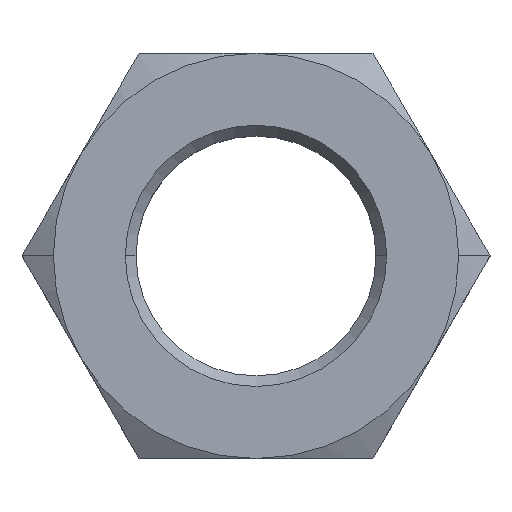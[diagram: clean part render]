
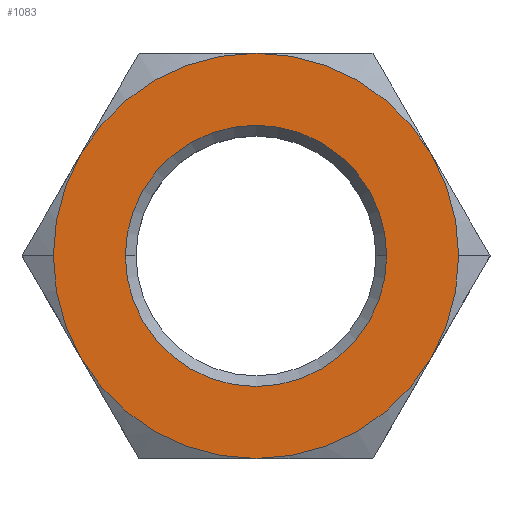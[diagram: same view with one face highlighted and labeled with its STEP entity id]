
A CAD part, top view. The second image highlights one B-rep face of the part: STEP entity #1083.
In plain terms, the highlighted planar face has unit normal (0, 0, 1).
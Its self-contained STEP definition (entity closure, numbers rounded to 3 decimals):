
#129=CARTESIAN_POINT('',(-9.5,0.,7.0));
#130=VERTEX_POINT('',#129);
#139=CARTESIAN_POINT('',(-8.227,4.75,7.));
#140=VERTEX_POINT('',#139);
#141=CARTESIAN_POINT('',(0.0,0.0,7.));
#142=DIRECTION('',(0.0,0.0,1.0));
#143=DIRECTION('',(1.0,0.0,0.0));
#144=AXIS2_PLACEMENT_3D('',#141,#142,#143);
#145=CIRCLE('',#144,9.5);
#146=EDGE_CURVE('',#140,#130,#145,.T.);
#171=CARTESIAN_POINT('',(9.5,0.,7.));
#172=VERTEX_POINT('',#171);
#179=CARTESIAN_POINT('',(8.227,4.75,7.));
#180=VERTEX_POINT('',#179);
#194=CARTESIAN_POINT('',(0.0,0.0,7.));
#195=DIRECTION('',(0.0,0.0,1.0));
#196=DIRECTION('',(1.0,0.0,0.0));
#197=AXIS2_PLACEMENT_3D('',#194,#195,#196);
#198=CIRCLE('',#197,9.5);
#199=EDGE_CURVE('',#172,#180,#198,.T.);
#232=CARTESIAN_POINT('',(6.125,0.0,7.));
#233=VERTEX_POINT('',#232);
#249=CARTESIAN_POINT('',(-6.125,0.,7.));
#250=VERTEX_POINT('',#249);
#257=CARTESIAN_POINT('',(0.0,0.0,7.));
#258=DIRECTION('',(0.0,0.0,-1.0));
#259=DIRECTION('',(1.0,0.0,0.0));
#260=AXIS2_PLACEMENT_3D('',#257,#258,#259);
#261=CIRCLE('',#260,6.125);
#262=EDGE_CURVE('',#233,#250,#261,.T.);
#506=CARTESIAN_POINT('',(0.0,0.0,7.));
#507=DIRECTION('',(0.0,0.0,-1.0));
#508=DIRECTION('',(1.0,0.0,0.0));
#509=AXIS2_PLACEMENT_3D('',#506,#507,#508);
#510=CIRCLE('',#509,6.125);
#511=EDGE_CURVE('',#250,#233,#510,.T.);
#524=CARTESIAN_POINT('',(8.227,-4.75,7.));
#525=VERTEX_POINT('',#524);
#526=CARTESIAN_POINT('',(0.0,0.0,7.));
#527=DIRECTION('',(0.0,0.0,1.0));
#528=DIRECTION('',(1.0,0.0,0.0));
#529=AXIS2_PLACEMENT_3D('',#526,#527,#528);
#530=CIRCLE('',#529,9.5);
#531=EDGE_CURVE('',#525,#172,#530,.T.);
#556=CARTESIAN_POINT('',(0.,-9.5,7.));
#557=VERTEX_POINT('',#556);
#584=CARTESIAN_POINT('',(0.0,0.0,7.));
#585=DIRECTION('',(0.0,0.0,1.0));
#586=DIRECTION('',(1.0,0.0,0.0));
#587=AXIS2_PLACEMENT_3D('',#584,#585,#586);
#588=CIRCLE('',#587,9.5);
#589=EDGE_CURVE('',#557,#525,#588,.T.);
#614=CARTESIAN_POINT('',(-8.227,-4.75,7.));
#615=VERTEX_POINT('',#614);
#616=CARTESIAN_POINT('',(0.0,0.0,7.));
#617=DIRECTION('',(0.0,0.0,1.0));
#618=DIRECTION('',(1.0,0.0,0.0));
#619=AXIS2_PLACEMENT_3D('',#616,#617,#618);
#620=CIRCLE('',#619,9.5);
#621=EDGE_CURVE('',#615,#557,#620,.T.);
#658=CARTESIAN_POINT('',(0.0,0.0,7.));
#659=DIRECTION('',(0.0,0.0,1.0));
#660=DIRECTION('',(1.0,0.0,0.0));
#661=AXIS2_PLACEMENT_3D('',#658,#659,#660);
#662=CIRCLE('',#661,9.5);
#663=EDGE_CURVE('',#130,#615,#662,.T.);
#688=CARTESIAN_POINT('',(0.,9.5,7.));
#689=VERTEX_POINT('',#688);
#690=CARTESIAN_POINT('',(0.0,0.0,7.));
#691=DIRECTION('',(0.0,0.0,1.0));
#692=DIRECTION('',(1.0,0.0,0.0));
#693=AXIS2_PLACEMENT_3D('',#690,#691,#692);
#694=CIRCLE('',#693,9.5);
#695=EDGE_CURVE('',#689,#140,#694,.T.);
#733=CARTESIAN_POINT('',(0.0,0.0,7.));
#734=DIRECTION('',(0.0,0.0,1.0));
#735=DIRECTION('',(1.0,0.0,0.0));
#736=AXIS2_PLACEMENT_3D('',#733,#734,#735);
#737=CIRCLE('',#736,9.5);
#738=EDGE_CURVE('',#180,#689,#737,.T.);
#1064=CARTESIAN_POINT('',(0.,0.,7.));
#1065=DIRECTION('',(0.0,0.0,1.0));
#1066=DIRECTION('',(1.0,0.0,0.0));
#1067=AXIS2_PLACEMENT_3D('',#1064,#1065,#1066);
#1068=PLANE('',#1067);
#1069=ORIENTED_EDGE('',*,*,#738,.T.);
#1070=ORIENTED_EDGE('',*,*,#695,.T.);
#1071=ORIENTED_EDGE('',*,*,#146,.T.);
#1072=ORIENTED_EDGE('',*,*,#663,.T.);
#1073=ORIENTED_EDGE('',*,*,#621,.T.);
#1074=ORIENTED_EDGE('',*,*,#589,.T.);
#1075=ORIENTED_EDGE('',*,*,#531,.T.);
#1076=ORIENTED_EDGE('',*,*,#199,.T.);
#1077=EDGE_LOOP('',(#1069,#1070,#1071,#1072,#1073,#1074,#1075,#1076));
#1078=FACE_OUTER_BOUND('',#1077,.T.);
#1079=ORIENTED_EDGE('',*,*,#262,.T.);
#1080=ORIENTED_EDGE('',*,*,#511,.T.);
#1081=EDGE_LOOP('',(#1079,#1080));
#1082=FACE_BOUND('',#1081,.T.);
#1083=ADVANCED_FACE('',(#1078,#1082),#1068,.T.);
